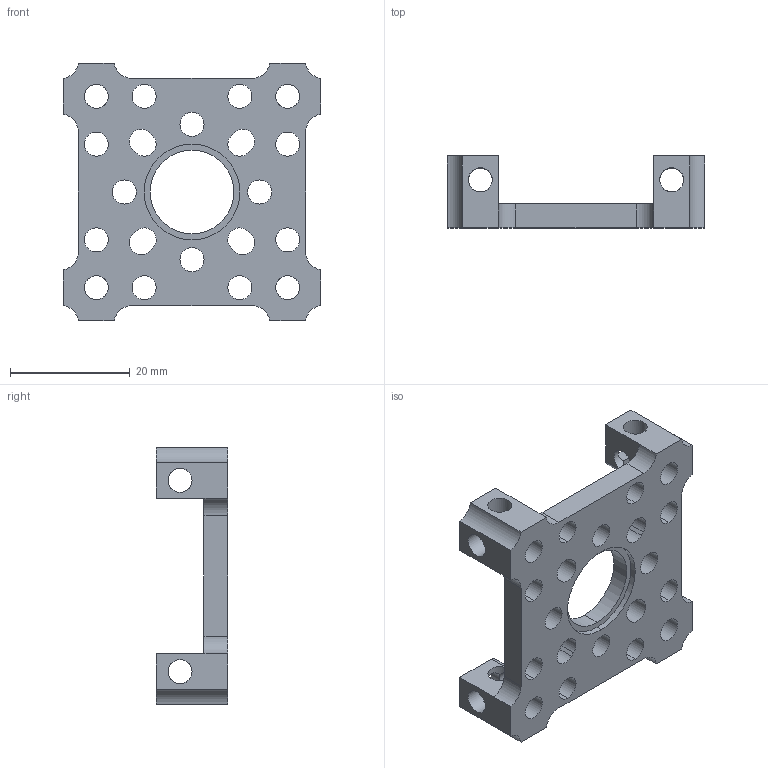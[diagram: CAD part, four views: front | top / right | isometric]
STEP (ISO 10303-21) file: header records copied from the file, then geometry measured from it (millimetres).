
FILE_DESCRIPTION(('FreeCAD Model'),'2;1');
FILE_NAME('Open CASCADE Shape Model','2023-06-25T12:26:26',( 'Roman Kuzmenko'),('OpenVMP'),'Open CASCADE STEP processor 7.6', 'FreeCAD','Unknown');
FILE_SCHEMA(('AUTOMOTIVE_DESIGN { 1 0 10303 214 1 1 1 1 }'));
Length unit declared in the file: millimetre
Products named in the file (2): Part; Body
Assembly tree (1 placements, depth 2):
  Part
    Body
Bounding box: 43 x 12 x 43 mm (x, y, z)
Volume: 5884.9 mm3; surface area: 5803.2 mm2
Topology: 1 solids, 1 shells, 111 faces, 400 edges, 268 vertices
Faces by surface type: cylinder 76, plane 35
Full cylindrical faces by diameter (mm): 4.02 x28
Entity records: 4663 total; most frequent: CARTESIAN_POINT 872, DIRECTION 834, ORIENTED_EDGE 800, EDGE_CURVE 400, AXIS2_PLACEMENT_3D 331, VERTEX_POINT 268, LINE 172, VECTOR 172
